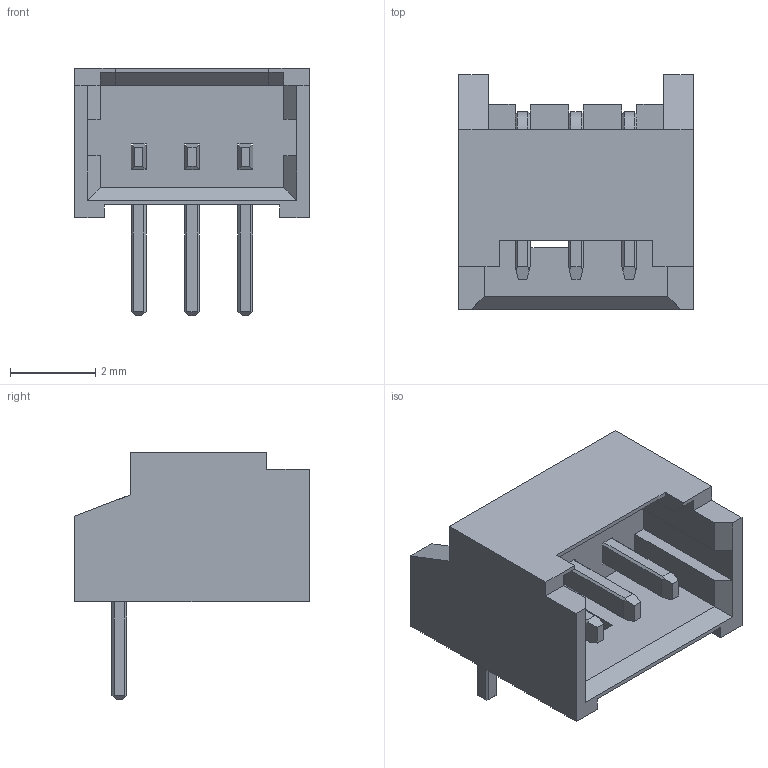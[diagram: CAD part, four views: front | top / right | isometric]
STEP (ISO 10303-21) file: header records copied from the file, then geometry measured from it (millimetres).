
FILE_DESCRIPTION(('FreeCAD Model'),'2;1');
FILE_NAME('Molex_PicoBlade_53048_X.step','2018-10-23T16:50:33',( 'kicad StepUp'),('ksu MCAD'),'Open CASCADE STEP processor 7.3', 'FreeCAD','Unknown');
FILE_SCHEMA(('AUTOMOTIVE_DESIGN { 1 0 10303 214 1 1 1 1 }'));
Length unit declared in the file: millimetre
Products named in the file (1): Molex_PicoBlade_53048_X
Bounding box: 5.5 x 5.5 x 5.8 mm (x, y, z)
Volume: 48.3 mm3; surface area: 187.6 mm2
Topology: 1 solids, 1 shells, 211 faces, 592 edges, 362 vertices
Faces by surface type: plane 190, bspline 12, cone 6, cylinder 3
Entity records: 8136 total; most frequent: CARTESIAN_POINT 1322, ORIENTED_EDGE 1184, DIRECTION 980, EDGE_CURVE 592, LINE 532, VECTOR 532, VERTEX_POINT 362, AXIS2_PLACEMENT_3D 224
